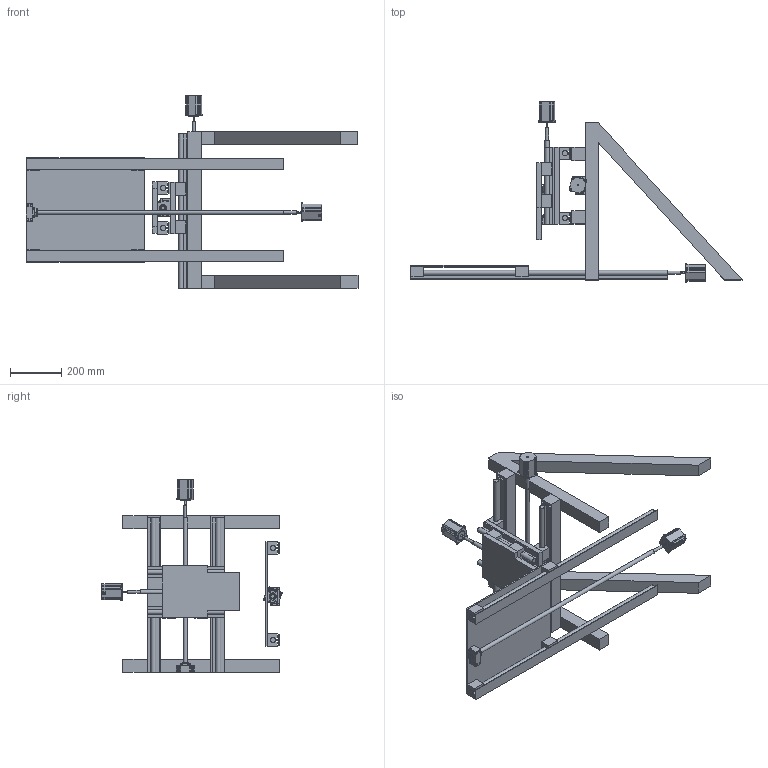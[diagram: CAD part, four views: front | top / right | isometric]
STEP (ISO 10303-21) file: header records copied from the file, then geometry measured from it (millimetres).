
FILE_DESCRIPTION(('FreeCAD Model'),'2;1');
FILE_NAME('NewPrinter.step','2019-11-14T21:23:18', ('Author'),(''),'Open CASCADE STEP processor 7.0','FreeCAD','Unknown' );
FILE_SCHEMA(('AUTOMOTIVE_DESIGN { 1 0 10303 214 1 1 1 1 }'));
Length unit declared in the file: millimetre
Products named in the file (37): cnc_a_frame_002; cnc_a_frame_001; cnc_2x24_tube_001; cnc_2x24_tube_002; rail_1000mm_001; rail_300mm_001; rail_300mm_002; rail_1000mm_002; rail_600mm_001; rail_600mm_002; Bearing_001; Bearing_002; Bearing_003; Bearing_004; Bearing_005; Bearing_006; Y_Plate_001; Bearing_007; Bearing_008; Z_Plate_001; Bearing_011; Bearing_010; Bearing_009; Bearing_012; 6627T540_POSITION-CONTROL_DC_MOTOR1_001; X_Plate_001; ballscrew_350mm_001; ballscrew_650mm_001; ballscrew_1050mm_001; 6627T540_POSITION-CONTROL_DC_MOTOR1_002; 6627T540_POSITION-CONTROL_DC_MOTOR1_003; 6624K410_RIGHT-HAND_THREADED_BALL_SCREW1_002; 6624K410_RIGHT-HAND_THREADED_BALL_SCREW1_001; 6624K410_RIGHT-HAND_THREADED_BALL_SCREW1_003; 6624K570_RIGHT-HAND_THREADED_BALL_SCREW1_003; 6624K570_RIGHT-HAND_THREADED_BALL_SCREW1_001; 6624K570_RIGHT-HAND_THREADED_BALL_SCREW1_002
Bounding box: 1289.6 x 700.37 x 749.31 mm (x, y, z)
Volume: 18248245.3 mm3; surface area: 2625614.4 mm2
Topology: 43 solids, 49 shells, 1381 faces, 3525 edges, 2308 vertices
Faces by surface type: plane 649, cylinder 558, bspline 117, cone 33, torus 24
Full cylindrical faces by diameter (mm): 12 x3, 16 x3
Entity records: 149023 total; most frequent: CARTESIAN_POINT 70839, DIRECTION 12052, ORIENTED_EDGE 7050, PCURVE 7050, DEFINITIONAL_REPRESENTATION 7050, LINE 6873, VECTOR 6873, EDGE_CURVE 3525
